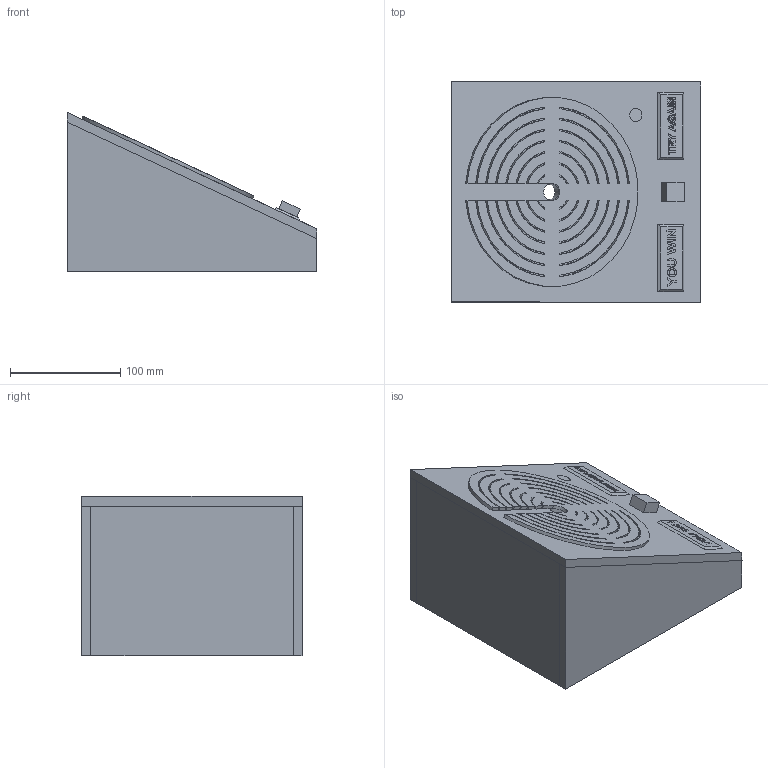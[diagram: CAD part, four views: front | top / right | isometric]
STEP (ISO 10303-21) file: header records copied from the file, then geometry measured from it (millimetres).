
FILE_DESCRIPTION(/* description */ (''),/* implementation_level */ '2;1');
FILE_NAME(/* name */ 'Catch The Light.step',/* time_stamp */ '2024-08-22T00:53:46+02:00',/* author */ (''),/* organization */ (''),/* preprocessor_version */ 'ST-DEVELOPER v20',/* originating_system */ 'Autodesk Translation Framework v13.14.0.145',/* authorisation */ '');
FILE_SCHEMA (('AUTOMOTIVE_DESIGN { 1 0 10303 214 3 1 1 }'));
Length unit declared in the file: millimetre
Products named in the file (1): Catch The Light
Bounding box: 226.58 x 200 x 144.48 mm (x, y, z)
Volume: 994867.1 mm3; surface area: 345531 mm2
Topology: 18 solids, 18 shells, 646 faces, 1755 edges, 1170 vertices
Faces by surface type: plane 443, bspline 132, cylinder 71
Full cylindrical faces by diameter (mm): 5.1 x10, 12 x2, 15 x1
Entity records: 22417 total; most frequent: CARTESIAN_POINT 6699, ORIENTED_EDGE 3510, DIRECTION 2626, EDGE_CURVE 1755, LINE 1312, VECTOR 1312, VERTEX_POINT 1170, EDGE_LOOP 759
